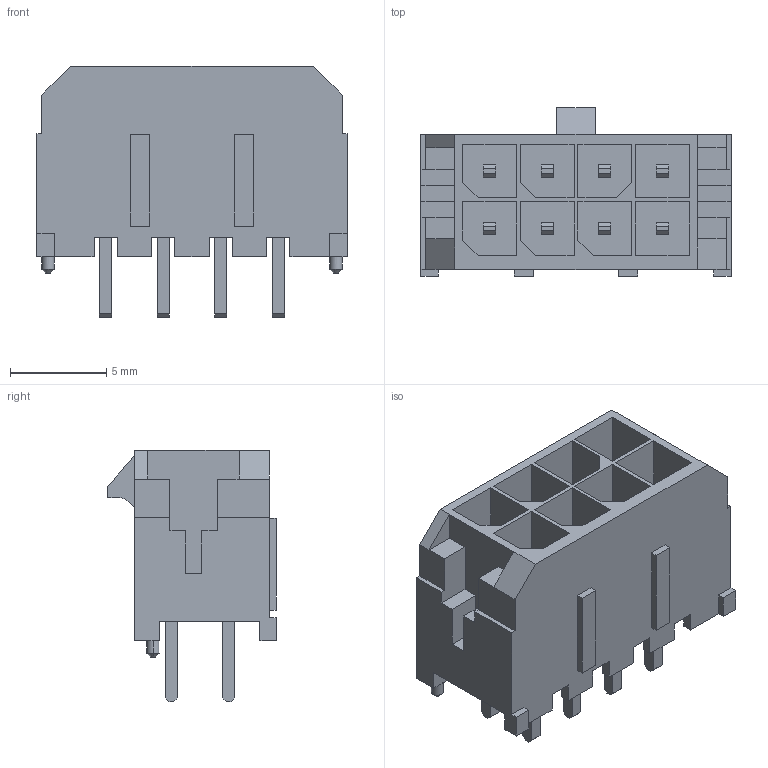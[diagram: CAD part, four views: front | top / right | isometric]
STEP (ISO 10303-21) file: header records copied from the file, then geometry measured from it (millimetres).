
FILE_DESCRIPTION (( 'STEP AP214' ), '1' );
FILE_NAME ('CONN-TH_8P-P3.00-S3.00_L7.4-W15.7-EH15.0.step', '2022-08-02T15:23:34', ( '' ), ( '' ), 'SwSTEP 2.0', 'SolidWorks 2020', '' );
FILE_SCHEMA (( 'AUTOMOTIVE_DESIGN' ));
Length unit declared in the file: millimetre
Products named in the file (1): CONN-TH_8P-P3.00-S3.00_L7.4-W15.7-EH15.0
Bounding box: 16.15 x 8.77 x 13.09 mm (x, y, z)
Volume: 571.3 mm3; surface area: 1534 mm2
Topology: 14 solids, 14 shells, 564 faces, 1494 edges, 992 vertices
Faces by surface type: plane 441, bspline 114, cylinder 5, cone 4
Entity records: 23165 total; most frequent: CARTESIAN_POINT 5419, ORIENTED_EDGE 2988, DIRECTION 2178, EDGE_CURVE 1494, LINE 1244, VECTOR 1244, VERTEX_POINT 992, EDGE_LOOP 610
